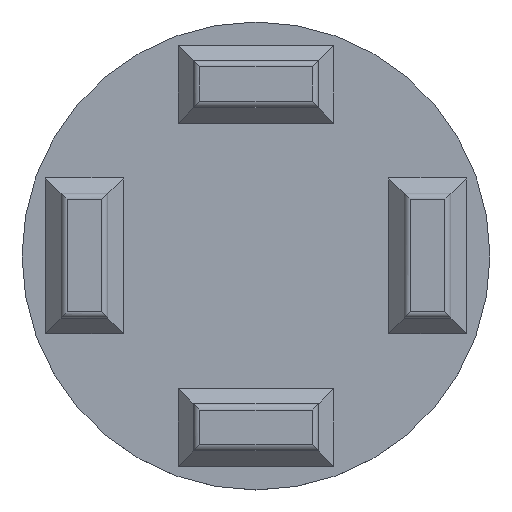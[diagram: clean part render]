
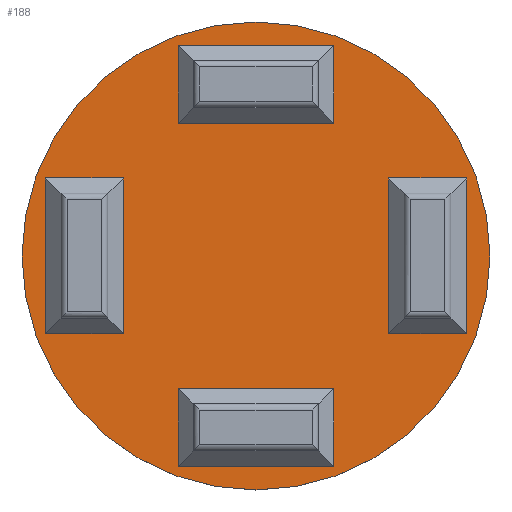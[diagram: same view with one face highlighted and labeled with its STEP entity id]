
A CAD part, top view. The second image highlights one B-rep face of the part: STEP entity #188.
In plain terms, the highlighted planar face has unit normal (0, 0, 1).
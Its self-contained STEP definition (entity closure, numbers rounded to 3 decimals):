
#27=CARTESIAN_POINT('',(0.,0.,1.));
#28=DIRECTION('',(0.,0.,1.));
#29=DIRECTION('',(1.,0.,0.));
#30=AXIS2_PLACEMENT_3D('',#27,#28,#29);
#31=PLANE('',#30);
#32=CARTESIAN_POINT('',(13.5,-5.,1.));
#33=VERTEX_POINT('',#32);
#34=CARTESIAN_POINT('',(8.5,-5.,1.));
#35=VERTEX_POINT('',#34);
#36=CARTESIAN_POINT('',(13.5,-5.,1.));
#37=DIRECTION('',(-1.,-0.,0.));
#38=VECTOR('',#37,5.);
#39=LINE('',#36,#38);
#40=EDGE_CURVE('',#33,#35,#39,.T.);
#41=ORIENTED_EDGE('',*,*,#40,.T.);
#42=CARTESIAN_POINT('',(8.5,5.,1.));
#43=VERTEX_POINT('',#42);
#44=CARTESIAN_POINT('',(8.5,-5.,1.));
#45=DIRECTION('',(-0.,1.,0.));
#46=VECTOR('',#45,10.);
#47=LINE('',#44,#46);
#48=EDGE_CURVE('',#35,#43,#47,.T.);
#49=ORIENTED_EDGE('',*,*,#48,.T.);
#50=CARTESIAN_POINT('',(13.5,5.,1.));
#51=VERTEX_POINT('',#50);
#52=CARTESIAN_POINT('',(8.5,5.,1.));
#53=DIRECTION('',(1.,0.,0.));
#54=VECTOR('',#53,5.);
#55=LINE('',#52,#54);
#56=EDGE_CURVE('',#43,#51,#55,.T.);
#57=ORIENTED_EDGE('',*,*,#56,.T.);
#58=CARTESIAN_POINT('',(13.5,5.,1.));
#59=DIRECTION('',(0.,-1.,0.));
#60=VECTOR('',#59,10.);
#61=LINE('',#58,#60);
#62=EDGE_CURVE('',#51,#33,#61,.T.);
#63=ORIENTED_EDGE('',*,*,#62,.T.);
#64=EDGE_LOOP('',(#41,#49,#57,#63));
#65=FACE_BOUND('',#64,.T.);
#66=CARTESIAN_POINT('',(5.,8.5,1.));
#67=VERTEX_POINT('',#66);
#68=CARTESIAN_POINT('',(-5.,8.5,1.));
#69=VERTEX_POINT('',#68);
#70=CARTESIAN_POINT('',(5.,8.5,1.));
#71=DIRECTION('',(-1.,0.,0.));
#72=VECTOR('',#71,10.);
#73=LINE('',#70,#72);
#74=EDGE_CURVE('',#67,#69,#73,.T.);
#75=ORIENTED_EDGE('',*,*,#74,.T.);
#76=CARTESIAN_POINT('',(-5.,13.5,1.));
#77=VERTEX_POINT('',#76);
#78=CARTESIAN_POINT('',(-5.,8.5,1.));
#79=DIRECTION('',(0.,1.,0.));
#80=VECTOR('',#79,5.);
#81=LINE('',#78,#80);
#82=EDGE_CURVE('',#69,#77,#81,.T.);
#83=ORIENTED_EDGE('',*,*,#82,.T.);
#84=CARTESIAN_POINT('',(5.,13.5,1.));
#85=VERTEX_POINT('',#84);
#86=CARTESIAN_POINT('',(-5.,13.5,1.));
#87=DIRECTION('',(1.,0.,0.));
#88=VECTOR('',#87,10.);
#89=LINE('',#86,#88);
#90=EDGE_CURVE('',#77,#85,#89,.T.);
#91=ORIENTED_EDGE('',*,*,#90,.T.);
#92=CARTESIAN_POINT('',(5.,13.5,1.));
#93=DIRECTION('',(0.,-1.,0.));
#94=VECTOR('',#93,5.);
#95=LINE('',#92,#94);
#96=EDGE_CURVE('',#85,#67,#95,.T.);
#97=ORIENTED_EDGE('',*,*,#96,.T.);
#98=EDGE_LOOP('',(#75,#83,#91,#97));
#99=FACE_BOUND('',#98,.T.);
#100=CARTESIAN_POINT('',(5.,-13.5,1.));
#101=VERTEX_POINT('',#100);
#102=CARTESIAN_POINT('',(-5.,-13.5,1.));
#103=VERTEX_POINT('',#102);
#104=CARTESIAN_POINT('',(5.,-13.5,1.));
#105=DIRECTION('',(-1.,-0.,0.));
#106=VECTOR('',#105,10.);
#107=LINE('',#104,#106);
#108=EDGE_CURVE('',#101,#103,#107,.T.);
#109=ORIENTED_EDGE('',*,*,#108,.T.);
#110=CARTESIAN_POINT('',(-5.,-8.5,1.));
#111=VERTEX_POINT('',#110);
#112=CARTESIAN_POINT('',(-5.,-13.5,1.));
#113=DIRECTION('',(0.,1.,0.));
#114=VECTOR('',#113,5.);
#115=LINE('',#112,#114);
#116=EDGE_CURVE('',#103,#111,#115,.T.);
#117=ORIENTED_EDGE('',*,*,#116,.T.);
#118=CARTESIAN_POINT('',(5.,-8.5,1.));
#119=VERTEX_POINT('',#118);
#120=CARTESIAN_POINT('',(-5.,-8.5,1.));
#121=DIRECTION('',(1.,0.,-0.));
#122=VECTOR('',#121,10.);
#123=LINE('',#120,#122);
#124=EDGE_CURVE('',#111,#119,#123,.T.);
#125=ORIENTED_EDGE('',*,*,#124,.T.);
#126=CARTESIAN_POINT('',(5.,-8.5,1.));
#127=DIRECTION('',(0.,-1.,0.));
#128=VECTOR('',#127,5.);
#129=LINE('',#126,#128);
#130=EDGE_CURVE('',#119,#101,#129,.T.);
#131=ORIENTED_EDGE('',*,*,#130,.T.);
#132=EDGE_LOOP('',(#109,#117,#125,#131));
#133=FACE_BOUND('',#132,.T.);
#134=CARTESIAN_POINT('',(-8.5,-5.,1.));
#135=VERTEX_POINT('',#134);
#136=CARTESIAN_POINT('',(-13.5,-5.,1.));
#137=VERTEX_POINT('',#136);
#138=CARTESIAN_POINT('',(-8.5,-5.,1.));
#139=DIRECTION('',(-1.,0.,0.));
#140=VECTOR('',#139,5.);
#141=LINE('',#138,#140);
#142=EDGE_CURVE('',#135,#137,#141,.T.);
#143=ORIENTED_EDGE('',*,*,#142,.T.);
#144=CARTESIAN_POINT('',(-13.5,5.,1.));
#145=VERTEX_POINT('',#144);
#146=CARTESIAN_POINT('',(-13.5,-5.,1.));
#147=DIRECTION('',(-0.,1.,0.));
#148=VECTOR('',#147,10.);
#149=LINE('',#146,#148);
#150=EDGE_CURVE('',#137,#145,#149,.T.);
#151=ORIENTED_EDGE('',*,*,#150,.T.);
#152=CARTESIAN_POINT('',(-8.5,5.,1.));
#153=VERTEX_POINT('',#152);
#154=CARTESIAN_POINT('',(-13.5,5.,1.));
#155=DIRECTION('',(1.,0.,-0.));
#156=VECTOR('',#155,5.);
#157=LINE('',#154,#156);
#158=EDGE_CURVE('',#145,#153,#157,.T.);
#159=ORIENTED_EDGE('',*,*,#158,.T.);
#160=CARTESIAN_POINT('',(-8.5,5.,1.));
#161=DIRECTION('',(0.,-1.,0.));
#162=VECTOR('',#161,10.);
#163=LINE('',#160,#162);
#164=EDGE_CURVE('',#153,#135,#163,.T.);
#165=ORIENTED_EDGE('',*,*,#164,.T.);
#166=EDGE_LOOP('',(#143,#151,#159,#165));
#167=FACE_BOUND('',#166,.T.);
#168=CARTESIAN_POINT('',(15.,-0.,1.));
#169=VERTEX_POINT('',#168);
#170=CARTESIAN_POINT('',(-15.,0.,1.));
#171=VERTEX_POINT('',#170);
#172=CARTESIAN_POINT('',(0.,0.,1.));
#173=DIRECTION('',(0.,0.,1.));
#174=DIRECTION('',(1.,0.,-0.));
#175=AXIS2_PLACEMENT_3D('',#172,#173,#174);
#176=CIRCLE('',#175,15.);
#177=EDGE_CURVE('',#169,#171,#176,.T.);
#178=ORIENTED_EDGE('',*,*,#177,.T.);
#179=CARTESIAN_POINT('',(0.,0.,1.));
#180=DIRECTION('',(0.,0.,1.));
#181=DIRECTION('',(1.,0.,-0.));
#182=AXIS2_PLACEMENT_3D('',#179,#180,#181);
#183=CIRCLE('',#182,15.);
#184=EDGE_CURVE('',#171,#169,#183,.T.);
#185=ORIENTED_EDGE('',*,*,#184,.T.);
#186=EDGE_LOOP('',(#178,#185));
#187=FACE_BOUND('',#186,.T.);
#188=ADVANCED_FACE('',(#65,#99,#133,#167,#187),#31,.T.);
